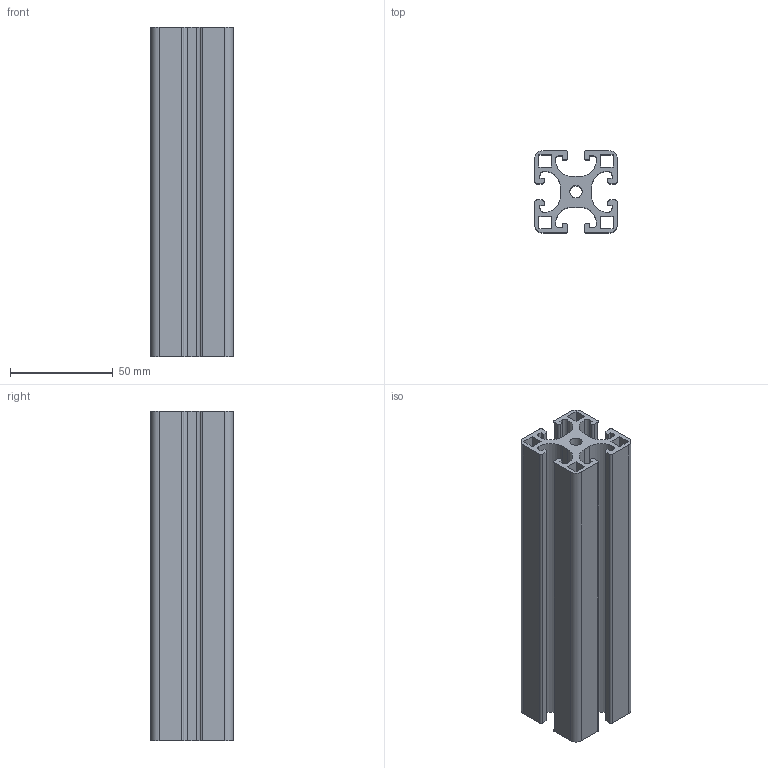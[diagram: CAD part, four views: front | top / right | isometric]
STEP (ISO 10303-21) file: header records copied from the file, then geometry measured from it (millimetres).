
FILE_DESCRIPTION(/* description */ ('Unknown'),/* implementation_level */ '2;1');
FILE_NAME(/* name */ 'Alu_profil_40x40x165',/* time_stamp */ '2023-03-05T10:43:03+01:00',/* author */ ('Unknown'),/* organization */ ('Unknown'),/* preprocessor_version */ 'ST-DEVELOPER v18.1',/* originating_system */ 'Solid Edge',/* authorisation */ 'Unknown');
FILE_SCHEMA (('AUTOMOTIVE_DESIGN {1 0 10303 214 3 1 1}'));
Length unit declared in the file: millimetre
Products named in the file (1): Alu_profil_40x40x165
Bounding box: 40 x 40 x 160 mm (x, y, z)
Volume: 109968.1 mm3; surface area: 74139.2 mm2
Topology: 1 solids, 1 shells, 99 faces, 292 edges, 195 vertices
Faces by surface type: plane 62, cylinder 37
Full cylindrical faces by diameter (mm): 6 x1
Entity records: 3344 total; most frequent: CARTESIAN_POINT 584, ORIENTED_EDGE 580, DIRECTION 564, EDGE_CURVE 290, LINE 216, VECTOR 216, VERTEX_POINT 194, AXIS2_PLACEMENT_3D 174
